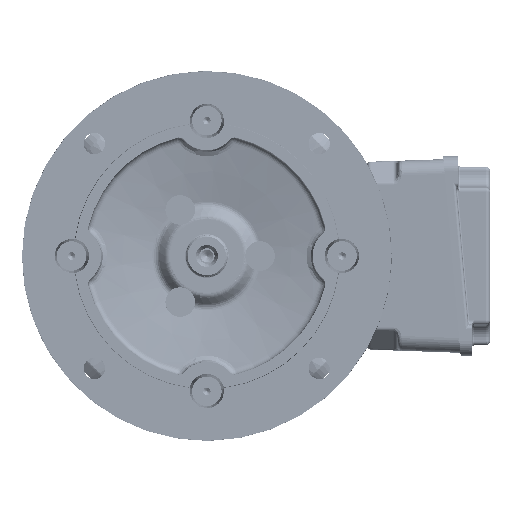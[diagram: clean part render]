
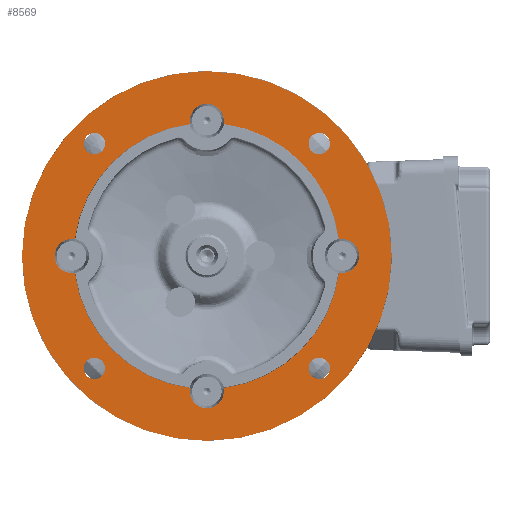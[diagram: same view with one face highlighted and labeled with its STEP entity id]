
A CAD part, left-side view. The second image highlights one B-rep face of the part: STEP entity #8569.
In plain terms, the highlighted planar face has unit normal (-1, 0, 0).
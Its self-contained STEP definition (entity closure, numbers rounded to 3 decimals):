
#8569 = ADVANCED_FACE( '', ( #20109, #20110, #20111, #20112, #20113, #20114 ), #20115, .T. );
#20109 = FACE_BOUND( '', #90254, .T. );
#20110 = FACE_BOUND( '', #90255, .T. );
#20111 = FACE_BOUND( '', #90256, .T. );
#20112 = FACE_BOUND( '', #90257, .T. );
#20113 = FACE_BOUND( '', #90258, .T. );
#20114 = FACE_OUTER_BOUND( '', #90259, .T. );
#20115 = PLANE( '', #90260 );
#90254 = EDGE_LOOP( '', ( #188394, #188395, #188396, #188397, #188398, #188399, #188400, #188401 ) );
#90255 = EDGE_LOOP( '', ( #188402 ) );
#90256 = EDGE_LOOP( '', ( #188403 ) );
#90257 = EDGE_LOOP( '', ( #188404 ) );
#90258 = EDGE_LOOP( '', ( #188405 ) );
#90259 = EDGE_LOOP( '', ( #188406 ) );
#90260 = AXIS2_PLACEMENT_3D( '', #188407, #188408, #188409 );
#188394 = ORIENTED_EDGE( '', *, *, #211469, .F. );
#188395 = ORIENTED_EDGE( '', *, *, #209983, .F. );
#188396 = ORIENTED_EDGE( '', *, *, #213063, .F. );
#188397 = ORIENTED_EDGE( '', *, *, #211392, .F. );
#188398 = ORIENTED_EDGE( '', *, *, #218819, .F. );
#188399 = ORIENTED_EDGE( '', *, *, #216136, .F. );
#188400 = ORIENTED_EDGE( '', *, *, #218820, .F. );
#188401 = ORIENTED_EDGE( '', *, *, #211745, .F. );
#188402 = ORIENTED_EDGE( '', *, *, #218821, .T. );
#188403 = ORIENTED_EDGE( '', *, *, #211712, .T. );
#188404 = ORIENTED_EDGE( '', *, *, #217797, .T. );
#188405 = ORIENTED_EDGE( '', *, *, #218822, .T. );
#188406 = ORIENTED_EDGE( '', *, *, #218823, .T. );
#188407 = CARTESIAN_POINT( '', ( -26.5, -90., 0. ) );
#188408 = DIRECTION( '', ( -1., 0., 0. ) );
#188409 = DIRECTION( '', ( 0., 1., 0. ) );
#209983 = EDGE_CURVE( '', #226353, #226349, #226355, .T. );
#211392 = EDGE_CURVE( '', #228803, #228799, #228805, .T. );
#211469 = EDGE_CURVE( '', #226349, #228935, #228936, .T. );
#211712 = EDGE_CURVE( '', #229355, #229355, #229356, .T. );
#211745 = EDGE_CURVE( '', #228935, #229408, #229411, .T. );
#213063 = EDGE_CURVE( '', #228799, #226353, #231590, .T. );
#216136 = EDGE_CURVE( '', #236518, #236516, #236520, .T. );
#217797 = EDGE_CURVE( '', #238936, #238936, #238937, .T. );
#218819 = EDGE_CURVE( '', #236516, #228803, #240369, .T. );
#218820 = EDGE_CURVE( '', #229408, #236518, #240370, .T. );
#218821 = EDGE_CURVE( '', #240371, #240371, #240372, .T. );
#218822 = EDGE_CURVE( '', #240373, #240373, #240374, .T. );
#218823 = EDGE_CURVE( '', #240375, #240375, #240376, .T. );
#226349 = VERTEX_POINT( '', #253456 );
#226353 = VERTEX_POINT( '', #253463 );
#226355 = CIRCLE( '', #253471, 90. );
#228799 = VERTEX_POINT( '', #263844 );
#228803 = VERTEX_POINT( '', #263851 );
#228805 = CIRCLE( '', #263859, 90. );
#228935 = VERTEX_POINT( '', #264202 );
#228936 = CIRCLE( '', #264203, 11.444 );
#229355 = VERTEX_POINT( '', #266273 );
#229356 = CIRCLE( '', #266274, 7.25 );
#229408 = VERTEX_POINT( '', #266390 );
#229411 = CIRCLE( '', #266396, 90. );
#231590 = CIRCLE( '', #277332, 11.444 );
#236516 = VERTEX_POINT( '', #298003 );
#236518 = VERTEX_POINT( '', #298008 );
#236520 = CIRCLE( '', #298016, 90. );
#238936 = VERTEX_POINT( '', #310730 );
#238937 = CIRCLE( '', #310731, 7.25 );
#240369 = CIRCLE( '', #317841, 11.444 );
#240370 = CIRCLE( '', #317842, 11.444 );
#240371 = VERTEX_POINT( '', #317843 );
#240372 = CIRCLE( '', #317844, 7.25 );
#240373 = VERTEX_POINT( '', #317845 );
#240374 = CIRCLE( '', #317846, 7.25 );
#240375 = VERTEX_POINT( '', #317847 );
#240376 = CIRCLE( '', #317848, 125. );
#253456 = CARTESIAN_POINT( '', ( -26.5, 11.229, -89.297 ) );
#253463 = CARTESIAN_POINT( '', ( -26.5, 89.297, -11.229 ) );
#253471 = AXIS2_PLACEMENT_3D( '', #352858, #352859, #352860 );
#263844 = CARTESIAN_POINT( '', ( -26.5, 89.297, 11.229 ) );
#263851 = CARTESIAN_POINT( '', ( -26.5, 11.229, 89.297 ) );
#263859 = AXIS2_PLACEMENT_3D( '', #354525, #354526, #354527 );
#264202 = CARTESIAN_POINT( '', ( -26.5, -11.229, -89.297 ) );
#264203 = AXIS2_PLACEMENT_3D( '', #354637, #354638, #354639 );
#266273 = CARTESIAN_POINT( '', ( -26.5, 83.264, 76.014 ) );
#266274 = AXIS2_PLACEMENT_3D( '', #354933, #354934, #354935 );
#266390 = CARTESIAN_POINT( '', ( -26.5, -89.297, -11.229 ) );
#266396 = AXIS2_PLACEMENT_3D( '', #354984, #354985, #354986 );
#277332 = AXIS2_PLACEMENT_3D( '', #356432, #356433, #356434 );
#298003 = CARTESIAN_POINT( '', ( -26.5, -11.229, 89.297 ) );
#298008 = CARTESIAN_POINT( '', ( -26.5, -89.297, 11.229 ) );
#298016 = AXIS2_PLACEMENT_3D( '', #360384, #360385, #360386 );
#310730 = CARTESIAN_POINT( '', ( -26.5, 76.014, -83.264 ) );
#310731 = AXIS2_PLACEMENT_3D( '', #362150, #362151, #362152 );
#317841 = AXIS2_PLACEMENT_3D( '', #363305, #363306, #363307 );
#317842 = AXIS2_PLACEMENT_3D( '', #363308, #363309, #363310 );
#317843 = CARTESIAN_POINT( '', ( -26.5, -76.014, 83.264 ) );
#317844 = AXIS2_PLACEMENT_3D( '', #363311, #363312, #363313 );
#317845 = CARTESIAN_POINT( '', ( -26.5, -83.264, -76.014 ) );
#317846 = AXIS2_PLACEMENT_3D( '', #363314, #363315, #363316 );
#317847 = CARTESIAN_POINT( '', ( -26.5, 125., 0. ) );
#317848 = AXIS2_PLACEMENT_3D( '', #363317, #363318, #363319 );
#352858 = CARTESIAN_POINT( '', ( -26.5, 0., 0. ) );
#352859 = DIRECTION( '', ( -1., 0., 0. ) );
#352860 = DIRECTION( '', ( 0., 1., 0. ) );
#354525 = CARTESIAN_POINT( '', ( -26.5, 0., 0. ) );
#354526 = DIRECTION( '', ( -1., 0., 0. ) );
#354527 = DIRECTION( '', ( 0., 1., 0. ) );
#354637 = CARTESIAN_POINT( '', ( -26.5, 0., -91.5 ) );
#354638 = DIRECTION( '', ( -1., 0., 0. ) );
#354639 = DIRECTION( '', ( 0., 1., 0. ) );
#354933 = CARTESIAN_POINT( '', ( -26.5, 76.014, 76.014 ) );
#354934 = DIRECTION( '', ( 1., 0., 0. ) );
#354935 = DIRECTION( '', ( 0., 1., 0. ) );
#354984 = CARTESIAN_POINT( '', ( -26.5, 0., 0. ) );
#354985 = DIRECTION( '', ( -1., 0., 0. ) );
#354986 = DIRECTION( '', ( 0., 1., 0. ) );
#356432 = CARTESIAN_POINT( '', ( -26.5, 91.5, 0. ) );
#356433 = DIRECTION( '', ( -1., 0., 0. ) );
#356434 = DIRECTION( '', ( 0., 1., 0. ) );
#360384 = CARTESIAN_POINT( '', ( -26.5, 0., 0. ) );
#360385 = DIRECTION( '', ( -1., 0., 0. ) );
#360386 = DIRECTION( '', ( 0., 1., 0. ) );
#362150 = CARTESIAN_POINT( '', ( -26.5, 76.014, -76.014 ) );
#362151 = DIRECTION( '', ( 1., 0., 0. ) );
#362152 = DIRECTION( '', ( 0., 0., -1. ) );
#363305 = CARTESIAN_POINT( '', ( -26.5, 0., 91.5 ) );
#363306 = DIRECTION( '', ( -1., 0., 0. ) );
#363307 = DIRECTION( '', ( 0., 1., 0. ) );
#363308 = CARTESIAN_POINT( '', ( -26.5, -91.5, 0. ) );
#363309 = DIRECTION( '', ( -1., 0., 0. ) );
#363310 = DIRECTION( '', ( 0., 1., 0. ) );
#363311 = CARTESIAN_POINT( '', ( -26.5, -76.014, 76.014 ) );
#363312 = DIRECTION( '', ( 1., 0., 0. ) );
#363313 = DIRECTION( '', ( 0., 0., 1. ) );
#363314 = CARTESIAN_POINT( '', ( -26.5, -76.014, -76.014 ) );
#363315 = DIRECTION( '', ( 1., 0., 0. ) );
#363316 = DIRECTION( '', ( 0., -1., 0. ) );
#363317 = CARTESIAN_POINT( '', ( -26.5, 0., 0. ) );
#363318 = DIRECTION( '', ( -1., 0., 0. ) );
#363319 = DIRECTION( '', ( 0., 1., 0. ) );
